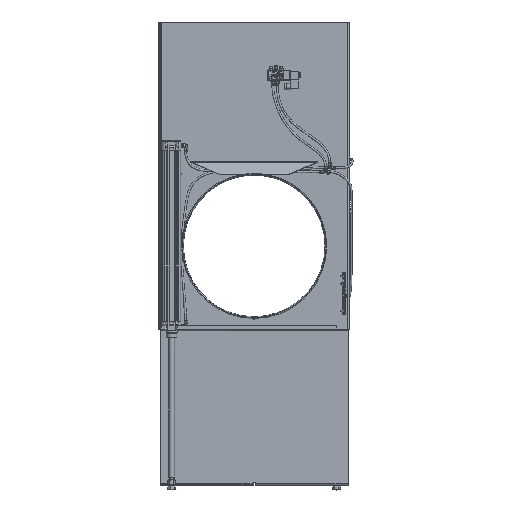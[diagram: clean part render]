
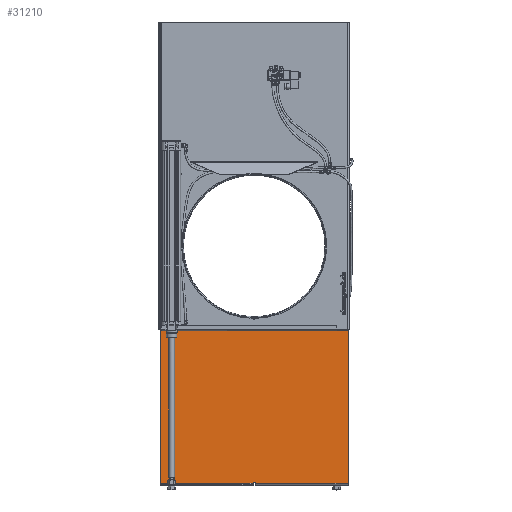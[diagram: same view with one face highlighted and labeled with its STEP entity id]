
A CAD part, top view. The second image highlights one B-rep face of the part: STEP entity #31210.
In plain terms, the highlighted face is planar.
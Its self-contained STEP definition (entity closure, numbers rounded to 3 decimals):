
#754=CIRCLE('',#33021,3.5);
#756=CIRCLE('',#33025,3.5);
#758=CIRCLE('',#33029,3.5);
#760=CIRCLE('',#33033,3.5);
#762=CIRCLE('',#33037,250.);
#1401=FACE_BOUND('',#5729,.T.);
#1402=FACE_BOUND('',#5730,.T.);
#1403=FACE_BOUND('',#5731,.T.);
#2615=PLANE('',#33083);
#3772=FACE_OUTER_BOUND('',#5728,.T.);
#5728=EDGE_LOOP('',(#23254,#23255,#23256,#23257,#23258,#23259,#23260,#23261));
#5729=EDGE_LOOP('',(#23262,#23263,#23264,#23265));
#5730=EDGE_LOOP('',(#23266,#23267,#23268,#23269));
#5731=EDGE_LOOP('',(#23270));
#8188=LINE('',#44911,#10913);
#8192=LINE('',#44922,#10917);
#8196=LINE('',#44935,#10921);
#8200=LINE('',#44946,#10925);
#8227=LINE('',#45030,#10952);
#8229=LINE('',#45038,#10954);
#8240=LINE('',#45064,#10965);
#8243=LINE('',#45070,#10968);
#8245=LINE('',#45073,#10970);
#8248=LINE('',#45079,#10973);
#8251=LINE('',#45085,#10976);
#8253=LINE('',#45088,#10978);
#10913=VECTOR('',#35844,515.);
#10917=VECTOR('',#35856,515.);
#10921=VECTOR('',#35868,515.);
#10925=VECTOR('',#35880,515.);
#10952=VECTOR('',#35965,327.5);
#10954=VECTOR('',#35971,327.5);
#10965=VECTOR('',#36004,2.);
#10968=VECTOR('',#36009,8.);
#10970=VECTOR('',#36013,2.);
#10973=VECTOR('',#36018,1105.);
#10976=VECTOR('',#36023,663.);
#10978=VECTOR('',#36027,1105.);
#14682=VERTEX_POINT('',#44901);
#14683=VERTEX_POINT('',#44902);
#14686=VERTEX_POINT('',#44910);
#14688=VERTEX_POINT('',#44916);
#14690=VERTEX_POINT('',#44925);
#14691=VERTEX_POINT('',#44926);
#14694=VERTEX_POINT('',#44934);
#14696=VERTEX_POINT('',#44940);
#14698=VERTEX_POINT('',#44949);
#14724=VERTEX_POINT('',#45017);
#14725=VERTEX_POINT('',#45021);
#14728=VERTEX_POINT('',#45035);
#14729=VERTEX_POINT('',#45037);
#14733=VERTEX_POINT('',#45062);
#14735=VERTEX_POINT('',#45068);
#14737=VERTEX_POINT('',#45077);
#14739=VERTEX_POINT('',#45083);
#17942=EDGE_CURVE('',#14682,#14683,#754,.T.);
#17946=EDGE_CURVE('',#14683,#14686,#8188,.T.);
#17949=EDGE_CURVE('',#14686,#14688,#756,.T.);
#17952=EDGE_CURVE('',#14688,#14682,#8192,.T.);
#17954=EDGE_CURVE('',#14690,#14691,#758,.T.);
#17958=EDGE_CURVE('',#14694,#14690,#8196,.T.);
#17961=EDGE_CURVE('',#14696,#14694,#760,.T.);
#17964=EDGE_CURVE('',#14691,#14696,#8200,.T.);
#17966=EDGE_CURVE('',#14698,#14698,#762,.T.);
#18005=EDGE_CURVE('',#14725,#14724,#8227,.T.);
#18008=EDGE_CURVE('',#14728,#14729,#8229,.T.);
#18022=EDGE_CURVE('',#14733,#14725,#8240,.T.);
#18025=EDGE_CURVE('',#14735,#14733,#8243,.T.);
#18027=EDGE_CURVE('',#14729,#14735,#8245,.T.);
#18030=EDGE_CURVE('',#14737,#14728,#8248,.T.);
#18033=EDGE_CURVE('',#14739,#14737,#8251,.T.);
#18035=EDGE_CURVE('',#14724,#14739,#8253,.T.);
#23254=ORIENTED_EDGE('',*,*,#18035,.F.);
#23255=ORIENTED_EDGE('',*,*,#18005,.F.);
#23256=ORIENTED_EDGE('',*,*,#18022,.F.);
#23257=ORIENTED_EDGE('',*,*,#18025,.F.);
#23258=ORIENTED_EDGE('',*,*,#18027,.F.);
#23259=ORIENTED_EDGE('',*,*,#18008,.F.);
#23260=ORIENTED_EDGE('',*,*,#18030,.F.);
#23261=ORIENTED_EDGE('',*,*,#18033,.F.);
#23262=ORIENTED_EDGE('',*,*,#17942,.T.);
#23263=ORIENTED_EDGE('',*,*,#17946,.T.);
#23264=ORIENTED_EDGE('',*,*,#17949,.T.);
#23265=ORIENTED_EDGE('',*,*,#17952,.T.);
#23266=ORIENTED_EDGE('',*,*,#17954,.T.);
#23267=ORIENTED_EDGE('',*,*,#17964,.T.);
#23268=ORIENTED_EDGE('',*,*,#17961,.T.);
#23269=ORIENTED_EDGE('',*,*,#17958,.T.);
#23270=ORIENTED_EDGE('',*,*,#17966,.T.);
#31210=ADVANCED_FACE('',(#3772,#1401,#1402,#1403),#2615,.F.);
#33021=AXIS2_PLACEMENT_3D('',#44903,#35836,#35837);
#33025=AXIS2_PLACEMENT_3D('',#44917,#35849,#35850);
#33029=AXIS2_PLACEMENT_3D('',#44927,#35860,#35861);
#33033=AXIS2_PLACEMENT_3D('',#44941,#35873,#35874);
#33037=AXIS2_PLACEMENT_3D('',#44950,#35884,#35885);
#33083=AXIS2_PLACEMENT_3D('',#45089,#36028,#36029);
#35836=DIRECTION('center_axis',(0.,1.,0.));
#35837=DIRECTION('ref_axis',(0.,0.,-1.));
#35844=DIRECTION('',(1.,0.,0.));
#35849=DIRECTION('center_axis',(0.,1.,0.));
#35850=DIRECTION('ref_axis',(0.,0.,1.));
#35856=DIRECTION('',(-1.,0.,0.));
#35860=DIRECTION('center_axis',(0.,1.,0.));
#35861=DIRECTION('ref_axis',(0.,0.,1.));
#35868=DIRECTION('',(-1.,0.,0.));
#35873=DIRECTION('center_axis',(0.,1.,0.));
#35874=DIRECTION('ref_axis',(0.,0.,-1.));
#35880=DIRECTION('',(1.,0.,0.));
#35884=DIRECTION('center_axis',(0.,1.,0.));
#35885=DIRECTION('ref_axis',(1.,0.,0.));
#35965=DIRECTION('',(0.,0.,1.));
#35971=DIRECTION('',(0.,0.,1.));
#36004=DIRECTION('',(-1.,0.,0.));
#36009=DIRECTION('',(0.,0.,1.));
#36013=DIRECTION('',(1.,0.,0.));
#36018=DIRECTION('',(-1.,0.,0.));
#36023=DIRECTION('',(0.,0.,-1.));
#36027=DIRECTION('',(1.,0.,0.));
#36028=DIRECTION('center_axis',(0.,1.,0.));
#36029=DIRECTION('ref_axis',(0.,0.,1.));
#44901=CARTESIAN_POINT('',(401.816,0.,-263.5));
#44902=CARTESIAN_POINT('',(401.816,0.,-256.5));
#44903=CARTESIAN_POINT('Origin',(401.816,0.,-260.));
#44910=CARTESIAN_POINT('',(916.816,0.,-256.5));
#44911=CARTESIAN_POINT('',(646.757,0.,-256.5));
#44916=CARTESIAN_POINT('',(916.816,0.,-263.5));
#44917=CARTESIAN_POINT('Origin',(916.816,0.,-260.));
#44922=CARTESIAN_POINT('',(389.257,0.,-263.5));
#44925=CARTESIAN_POINT('',(401.816,0.,256.5));
#44926=CARTESIAN_POINT('',(401.816,0.,263.5));
#44927=CARTESIAN_POINT('Origin',(401.816,0.,260.));
#44934=CARTESIAN_POINT('',(916.816,0.,256.5));
#44935=CARTESIAN_POINT('',(646.757,0.,256.5));
#44940=CARTESIAN_POINT('',(916.816,0.,263.5));
#44941=CARTESIAN_POINT('Origin',(916.816,0.,260.));
#44946=CARTESIAN_POINT('',(389.257,0.,263.5));
#44949=CARTESIAN_POINT('',(911.816,0.,-0.5));
#44950=CARTESIAN_POINT('Origin',(661.816,0.,-0.5));
#45017=CARTESIAN_POINT('',(-175.184,0.,331.5));
#45021=CARTESIAN_POINT('',(-175.184,0.,4.));
#45030=CARTESIAN_POINT('',(-175.184,0.,4.));
#45035=CARTESIAN_POINT('',(-175.184,0.,-331.5));
#45037=CARTESIAN_POINT('',(-175.184,0.,-4.));
#45038=CARTESIAN_POINT('',(-175.184,0.,-331.5));
#45062=CARTESIAN_POINT('',(-173.184,0.,4.));
#45064=CARTESIAN_POINT('',(-173.184,0.,4.));
#45068=CARTESIAN_POINT('',(-173.184,0.,-4.));
#45070=CARTESIAN_POINT('',(-173.184,0.,-4.));
#45073=CARTESIAN_POINT('',(-175.184,0.,-4.));
#45077=CARTESIAN_POINT('',(929.816,0.,-331.5));
#45079=CARTESIAN_POINT('',(929.816,0.,-331.5));
#45083=CARTESIAN_POINT('',(929.816,0.,331.5));
#45085=CARTESIAN_POINT('',(929.816,0.,331.5));
#45088=CARTESIAN_POINT('',(-175.184,0.,331.5));
#45089=CARTESIAN_POINT('Origin',(376.698,0.,0.));
